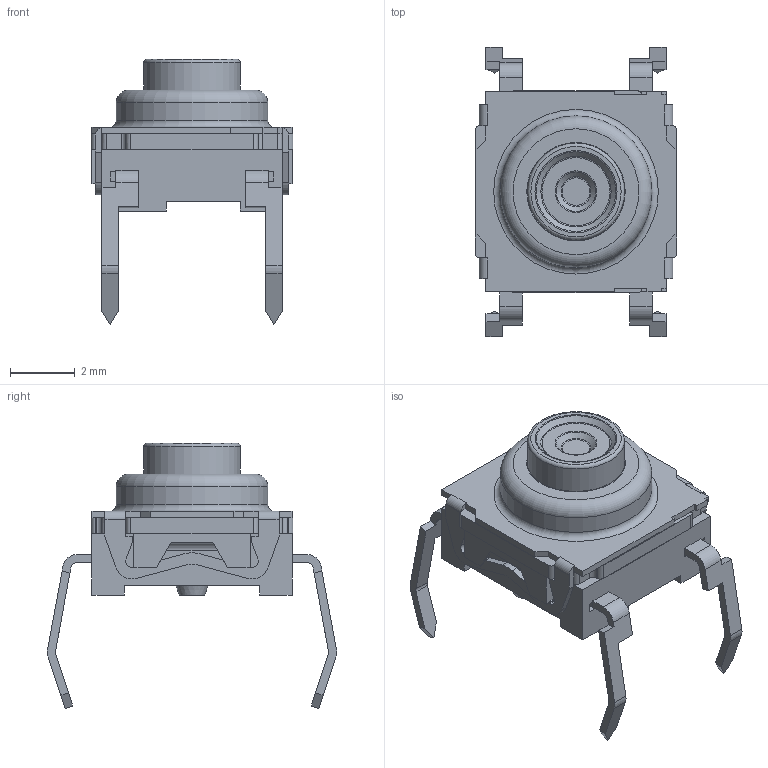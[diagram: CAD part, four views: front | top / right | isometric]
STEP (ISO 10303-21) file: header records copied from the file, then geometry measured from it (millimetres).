
FILE_DESCRIPTION( ( '' ), ' ' );
FILE_NAME( '5c34cdbb03ed421502ae7145.step', '2019-01-08T16:20:12', ( '' ), ( '' ), ' ', ' ', ' ' );
FILE_SCHEMA( ( 'AUTOMOTIVE_DESIGN { 1 0 10303 214 1 1 1 1 }' ) );
Length unit declared in the file: metre
Products named in the file (9): Open CASCADE STEP translator 6.8 5; Open CASCADE STEP translator 6.8 4; Open CASCADE STEP translator 6.8 3; Open CASCADE STEP translator 6.8 2; Open CASCADE STEP translator 6.8 1
Bounding box: 6.25 x 8.97 x 8.22 mm (x, y, z)
Volume: 103.9 mm3; surface area: 396.1 mm2
Topology: 9 solids, 9 shells, 442 faces, 1220 edges, 809 vertices
Faces by surface type: plane 352, cylinder 73, torus 11, cone 5, sphere 1
Full cylindrical faces by diameter (mm): 3 x2, 3.05 x1, 4.3 x1, 4.7 x1
Entity records: 23349 total; most frequent: CARTESIAN_POINT 2475, ORIENTED_EDGE 2376, DIRECTION 2263, STYLED_ITEM 1630, PRESENTATION_STYLE_ASSIGNMENT 1630, COLOUR_RGB 1630, EDGE_CURVE 1188, CURVE_STYLE 1188
